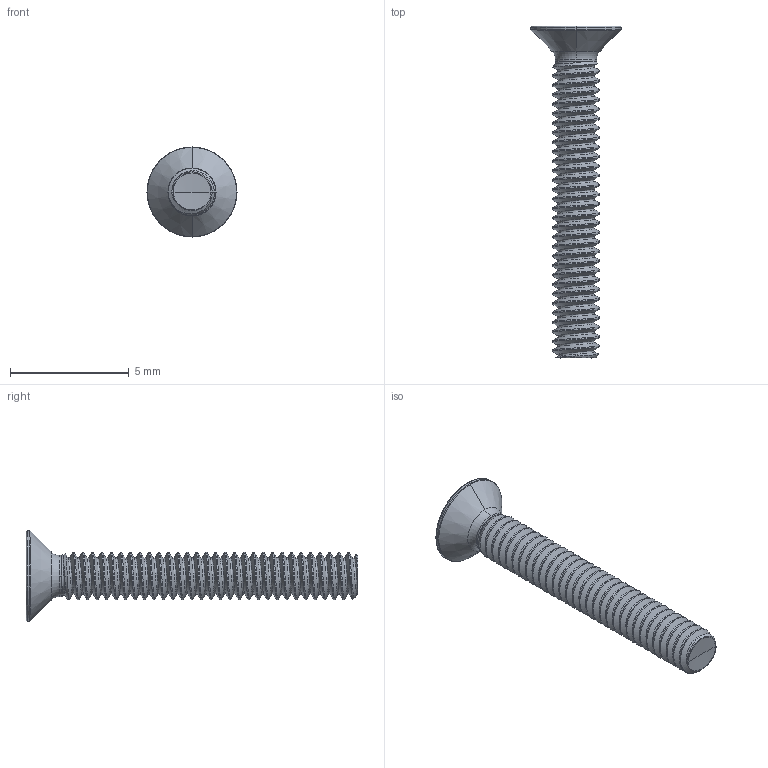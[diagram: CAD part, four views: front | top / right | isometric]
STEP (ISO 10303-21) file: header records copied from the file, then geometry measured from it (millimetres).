
FILE_DESCRIPTION (( 'STEP AP203' ), '1' );
FILE_NAME ('STM330200140.STEP', '2019-03-15T20:17:19', ( '' ), ( '' ), 'SwSTEP 2.0', 'SolidWorks 2015', '' );
FILE_SCHEMA (( 'CONFIG_CONTROL_DESIGN' ));
Length unit declared in the file: millimetre
Products named in the file (1): STM330200140
Bounding box: 3.8 x 14 x 3.8 mm (x, y, z)
Volume: 38.2 mm3; surface area: 150.3 mm2
Topology: 1 solids, 1 shells, 220 faces, 535 edges, 316 vertices
Faces by surface type: cylinder 105, bspline 46, sphere 26, plane 22, cone 11, torus 10
Entity records: 28598 total; most frequent: CARTESIAN_POINT 24097, ORIENTED_EDGE 1066, DIRECTION 797, EDGE_CURVE 533, AXIS2_PLACEMENT_3D 322, VERTEX_POINT 316, EDGE_LOOP 221, FACE_OUTER_BOUND 220
